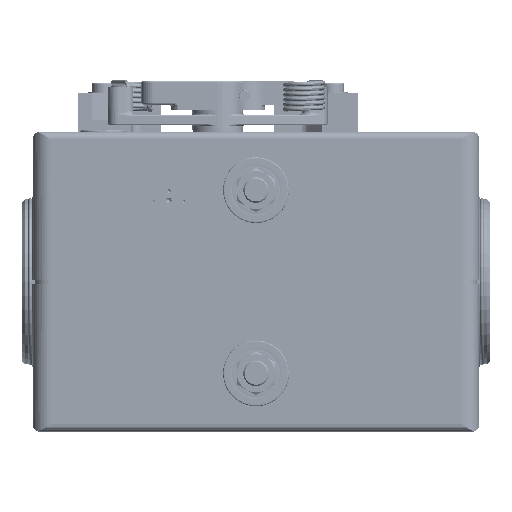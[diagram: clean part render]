
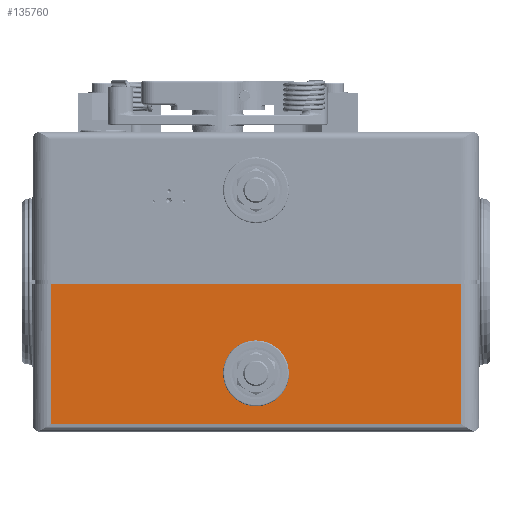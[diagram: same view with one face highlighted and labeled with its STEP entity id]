
A CAD part, front view. The second image highlights one B-rep face of the part: STEP entity #135760.
In plain terms, the highlighted planar face has unit normal (0, -1, 0).
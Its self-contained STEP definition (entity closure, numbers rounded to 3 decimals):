
#2210 = CARTESIAN_POINT ( 'NONE',  ( 161.5, -94., 0. ) ) ;
#6350 = LINE ( 'NONE', #161398, #132469 ) ;
#9444 = ORIENTED_EDGE ( 'NONE', *, *, #41217, .T. ) ;
#19228 = CARTESIAN_POINT ( 'NONE',  ( 0., -94., -70.5 ) ) ;
#25521 = CARTESIAN_POINT ( 'NONE',  ( -161.5, -94., 0. ) ) ;
#28714 = ORIENTED_EDGE ( 'NONE', *, *, #223165, .T. ) ;
#39764 = DIRECTION ( 'NONE',  ( 1., 0., 0. ) ) ;
#41217 = EDGE_CURVE ( 'NONE', #210169, #53748, #118457, .T. ) ;
#41385 = ORIENTED_EDGE ( 'NONE', *, *, #194977, .F. ) ;
#41422 = DIRECTION ( 'NONE',  ( 0., -1., 0. ) ) ;
#41665 = CARTESIAN_POINT ( 'NONE',  ( 0., -94., 0. ) ) ;
#43051 = VERTEX_POINT ( 'NONE', #179329 ) ;
#46316 = DIRECTION ( 'NONE',  ( 0., -1., 0. ) ) ;
#46567 = DIRECTION ( 'NONE',  ( 0., 0., 1. ) ) ;
#47316 = DIRECTION ( 'NONE',  ( 0., 0., -1. ) ) ;
#49967 = CARTESIAN_POINT ( 'NONE',  ( -161.5, -94., -110.5 ) ) ;
#53748 = VERTEX_POINT ( 'NONE', #25521 ) ;
#58002 = CARTESIAN_POINT ( 'NONE',  ( -224.5, -94., -110.5 ) ) ;
#64476 = PLANE ( 'NONE',  #89491 ) ;
#66032 = CARTESIAN_POINT ( 'NONE',  ( -161.5, -94., -104.5 ) ) ;
#69607 = FACE_BOUND ( 'NONE', #99536, .T. ) ;
#86532 = VERTEX_POINT ( 'NONE', #124120 ) ;
#89491 = AXIS2_PLACEMENT_3D ( 'NONE', #145285, #46316, #125637 ) ;
#99536 = EDGE_LOOP ( 'NONE', ( #41385, #111101 ) ) ;
#103284 = DIRECTION ( 'NONE',  ( 0., -1., 0. ) ) ;
#104997 = CARTESIAN_POINT ( 'NONE',  ( 0., -94., -86.5 ) ) ;
#105850 = CARTESIAN_POINT ( 'NONE',  ( 0., -94., -70.5 ) ) ;
#111101 = ORIENTED_EDGE ( 'NONE', *, *, #121332, .F. ) ;
#116685 = ORIENTED_EDGE ( 'NONE', *, *, #162196, .T. ) ;
#118457 = LINE ( 'NONE', #41665, #171824 ) ;
#118695 = CIRCLE ( 'NONE', #164447, 16. ) ;
#121332 = EDGE_CURVE ( 'NONE', #86532, #146049, #118695, .T. ) ;
#123569 = DIRECTION ( 'NONE',  ( 0., 0., 1. ) ) ;
#124120 = CARTESIAN_POINT ( 'NONE',  ( 0., -94., -54.5 ) ) ;
#125637 = DIRECTION ( 'NONE',  ( 0., 0., -1. ) ) ;
#129773 = CIRCLE ( 'NONE', #217087, 16. ) ;
#132469 = VECTOR ( 'NONE', #123569, 1000. ) ;
#135760 = ADVANCED_FACE ( 'NONE', ( #69607, #149128 ), #64476, .T. ) ;
#145285 = CARTESIAN_POINT ( 'NONE',  ( 0., -94., -104.5 ) ) ;
#146049 = VERTEX_POINT ( 'NONE', #104997 ) ;
#149128 = FACE_OUTER_BOUND ( 'NONE', #149877, .T. ) ;
#149877 = EDGE_LOOP ( 'NONE', ( #116685, #9444, #186150, #28714 ) ) ;
#161398 = CARTESIAN_POINT ( 'NONE',  ( 161.5, -94., -104.5 ) ) ;
#162196 = EDGE_CURVE ( 'NONE', #43051, #210169, #6350, .T. ) ;
#164447 = AXIS2_PLACEMENT_3D ( 'NONE', #105850, #103284, #47316 ) ;
#171824 = VECTOR ( 'NONE', #198015, 1000. ) ;
#179329 = CARTESIAN_POINT ( 'NONE',  ( 161.5, -94., -110.5 ) ) ;
#184591 = LINE ( 'NONE', #66032, #210925 ) ;
#186150 = ORIENTED_EDGE ( 'NONE', *, *, #220133, .F. ) ;
#190555 = VECTOR ( 'NONE', #39764, 1000. ) ;
#194977 = EDGE_CURVE ( 'NONE', #146049, #86532, #129773, .T. ) ;
#198015 = DIRECTION ( 'NONE',  ( -1., 0., 0. ) ) ;
#201299 = LINE ( 'NONE', #58002, #190555 ) ;
#210169 = VERTEX_POINT ( 'NONE', #2210 ) ;
#210925 = VECTOR ( 'NONE', #46567, 1000. ) ;
#217087 = AXIS2_PLACEMENT_3D ( 'NONE', #19228, #41422, #221155 ) ;
#220133 = EDGE_CURVE ( 'NONE', #241188, #53748, #184591, .T. ) ;
#221155 = DIRECTION ( 'NONE',  ( 0., 0., -1. ) ) ;
#223165 = EDGE_CURVE ( 'NONE', #241188, #43051, #201299, .T. ) ;
#241188 = VERTEX_POINT ( 'NONE', #49967 ) ;
